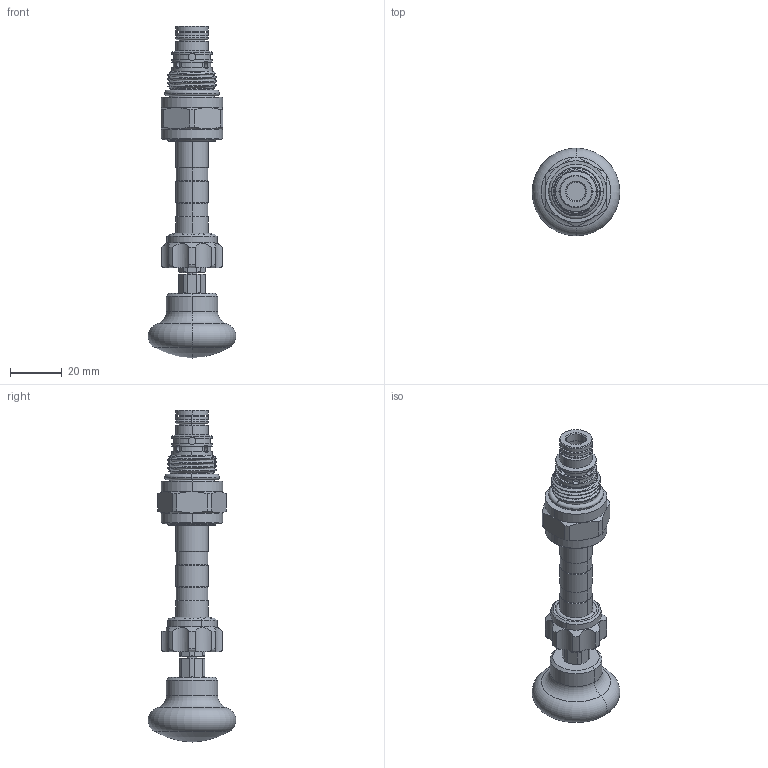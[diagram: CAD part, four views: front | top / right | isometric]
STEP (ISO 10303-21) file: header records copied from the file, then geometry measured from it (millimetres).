
FILE_DESCRIPTION (( 'STEP AP203' ), '1' );
FILE_NAME ('EP08W2A01H05.STEP', '2016-08-12T01:07:06', ( '' ), ( '' ), 'SwSTEP 2.0', 'SolidWorks 2012', '' );
FILE_SCHEMA (( 'CONFIG_CONTROL_DESIGN' ));
Length unit declared in the file: millimetre
Products named in the file (1): EP08W2A01H05
Bounding box: 33.99 x 33.99 x 128.67 mm (x, y, z)
Volume: 35030.2 mm3; surface area: 12841.1 mm2
Topology: 5 solids, 7 shells, 371 faces, 939 edges, 592 vertices
Faces by surface type: cylinder 163, cone 75, plane 74, torus 34, bspline 25
Entity records: 27237 total; most frequent: CARTESIAN_POINT 18718, ORIENTED_EDGE 1874, DIRECTION 1672, EDGE_CURVE 937, AXIS2_PLACEMENT_3D 700, VERTEX_POINT 592, EDGE_LOOP 395, FACE_OUTER_BOUND 371
